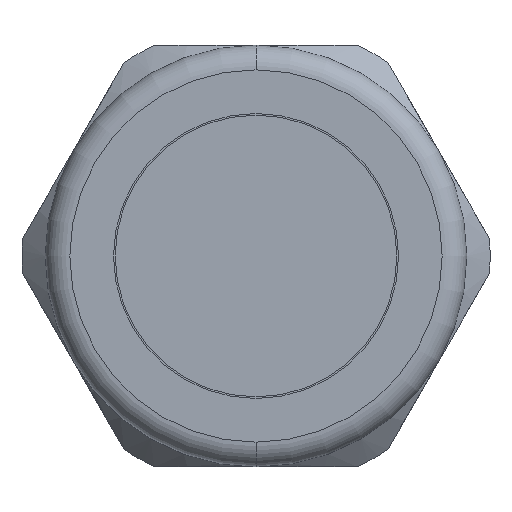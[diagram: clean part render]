
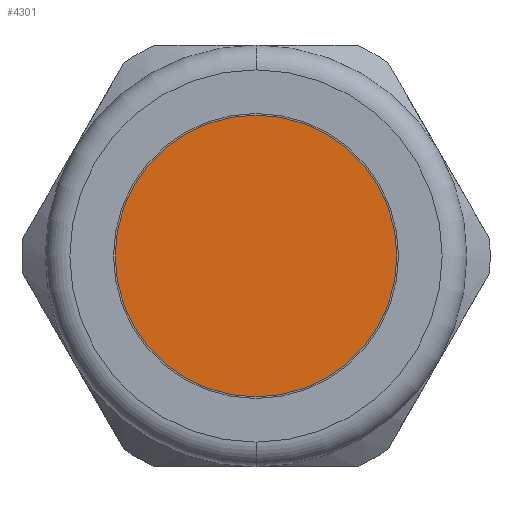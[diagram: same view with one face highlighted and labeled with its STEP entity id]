
A CAD part, left-side view. The second image highlights one B-rep face of the part: STEP entity #4301.
In plain terms, the highlighted planar face has unit normal (-1, 0, 0).
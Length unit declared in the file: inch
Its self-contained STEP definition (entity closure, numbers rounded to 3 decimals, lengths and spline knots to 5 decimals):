
#1962 = DIRECTION ( 'NONE',  ( 0., 0., 1. ) ) ;
#1963 = DIRECTION ( 'NONE',  ( -1., 0., 0. ) ) ;
#1964 = CARTESIAN_POINT ( 'NONE',  ( -2.22, 0., 0. ) ) ;
#1965 = AXIS2_PLACEMENT_3D ( 'NONE', #1964, #1963, #1962 ) ;
#1966 = FACE_OUTER_BOUND ( 'NONE', #4451, .T. ) ;
#1970 = PLANE ( 'NONE',  #1965 ) ;
#1994 = CARTESIAN_POINT ( 'NONE',  ( -2.22, 0., 0.855 ) ) ;
#2023 = DIRECTION ( 'NONE',  ( 0., 0., 1. ) ) ;
#2024 = DIRECTION ( 'NONE',  ( -1., 0., 0. ) ) ;
#2025 = CARTESIAN_POINT ( 'NONE',  ( -2.22, 0., 0. ) ) ;
#2026 = AXIS2_PLACEMENT_3D ( 'NONE', #2025, #2024, #2023 ) ;
#2027 = CIRCLE ( 'NONE', #2026, 0.855 ) ;
#2039 = DIRECTION ( 'NONE',  ( 0., 0., 1. ) ) ;
#2040 = DIRECTION ( 'NONE',  ( -1., 0., 0. ) ) ;
#2041 = CARTESIAN_POINT ( 'NONE',  ( -2.22, 0., 0. ) ) ;
#2042 = AXIS2_PLACEMENT_3D ( 'NONE', #2041, #2040, #2039 ) ;
#2043 = CIRCLE ( 'NONE', #2042, 0.855 ) ;
#2084 = CARTESIAN_POINT ( 'NONE',  ( -2.22, 0., -0.855 ) ) ;
#4301 = ADVANCED_FACE ( 'NONE', ( #1966 ), #1970, .T. ) ;
#4309 = ORIENTED_EDGE ( 'NONE', *, *, #4333, .T. ) ;
#4312 = ORIENTED_EDGE ( 'NONE', *, *, #4342, .T. ) ;
#4324 = VERTEX_POINT ( 'NONE', #1994 ) ;
#4333 = EDGE_CURVE ( 'NONE', #4324, #4346, #2043, .T. ) ;
#4342 = EDGE_CURVE ( 'NONE', #4346, #4324, #2027, .T. ) ;
#4346 = VERTEX_POINT ( 'NONE', #2084 ) ;
#4451 = EDGE_LOOP ( 'NONE', ( #4309, #4312 ) ) ;
